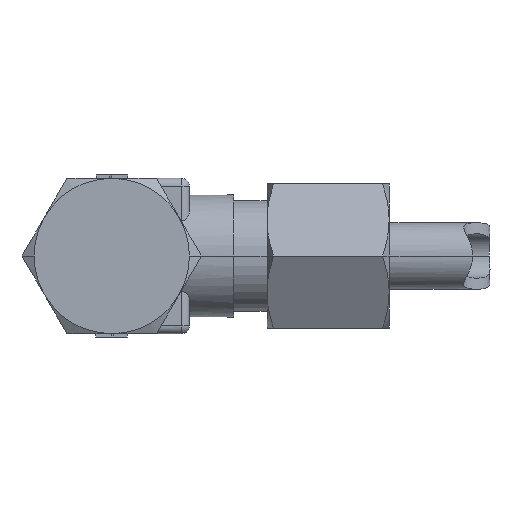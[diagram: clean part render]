
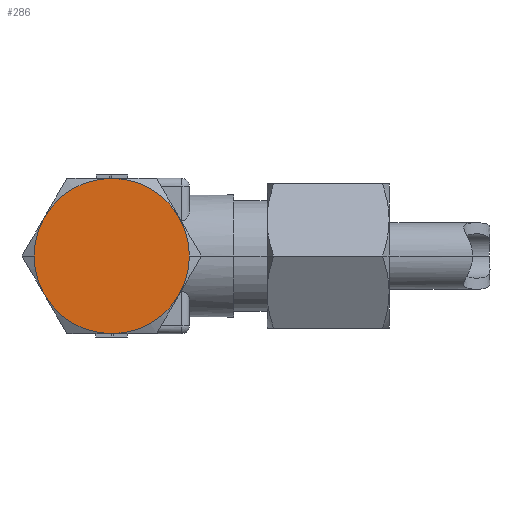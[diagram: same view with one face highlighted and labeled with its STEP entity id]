
A CAD part, front view. The second image highlights one B-rep face of the part: STEP entity #286.
In plain terms, the highlighted planar face has unit normal (0, -1, 0).
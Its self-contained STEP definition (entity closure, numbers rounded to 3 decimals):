
#286=ADVANCED_FACE('',(#971),#972,.T.);
#971=FACE_OUTER_BOUND('',#5324,.T.);
#972=PLANE('',#5325);
#5324=EDGE_LOOP('',(#9603,#9604,#9605,#9606,#9607,#9608,#9609,#9610));
#5325=AXIS2_PLACEMENT_3D('',#9611,#9612,#9613);
#9603=ORIENTED_EDGE('',*,*,#11823,.F.);
#9604=ORIENTED_EDGE('',*,*,#11824,.F.);
#9605=ORIENTED_EDGE('',*,*,#11825,.T.);
#9606=ORIENTED_EDGE('',*,*,#11215,.T.);
#9607=ORIENTED_EDGE('',*,*,#11826,.F.);
#9608=ORIENTED_EDGE('',*,*,#11827,.F.);
#9609=ORIENTED_EDGE('',*,*,#11217,.T.);
#9610=ORIENTED_EDGE('',*,*,#11828,.T.);
#9611=CARTESIAN_POINT('',(0.0,-14.5,0.0));
#9612=DIRECTION('',(0.0,-1.0,0.0));
#9613=DIRECTION('',(1.0,0.0,0.0));
#11215=EDGE_CURVE('',#12716,#12718,#12720,.T.);
#11217=EDGE_CURVE('',#12724,#12721,#12725,.T.);
#11823=EDGE_CURVE('',#13719,#13720,#13721,.T.);
#11824=EDGE_CURVE('',#13722,#13719,#13723,.T.);
#11825=EDGE_CURVE('',#13722,#12716,#13724,.T.);
#11826=EDGE_CURVE('',#13725,#12718,#13726,.T.);
#11827=EDGE_CURVE('',#12724,#13725,#13727,.T.);
#11828=EDGE_CURVE('',#12721,#13720,#13728,.T.);
#12716=VERTEX_POINT('',#15173);
#12718=VERTEX_POINT('',#15176);
#12720=CIRCLE('',#15185,7.0);
#12721=VERTEX_POINT('',#15186);
#12724=VERTEX_POINT('',#15190);
#12725=CIRCLE('',#15191,7.0);
#13719=VERTEX_POINT('',#19466);
#13720=VERTEX_POINT('',#19467);
#13721=CIRCLE('',#19468,7.0);
#13722=VERTEX_POINT('',#19469);
#13723=CIRCLE('',#19470,7.0);
#13724=CIRCLE('',#19471,7.0);
#13725=VERTEX_POINT('',#19472);
#13726=CIRCLE('',#19473,7.0);
#13727=CIRCLE('',#19474,7.0);
#13728=CIRCLE('',#19475,7.0);
#15173=CARTESIAN_POINT('',(7.0,-14.5,0.));
#15176=CARTESIAN_POINT('',(6.062,-14.5,3.5));
#15185=AXIS2_PLACEMENT_3D('',#22001,#22002,#22003);
#15186=CARTESIAN_POINT('',(-7.0,-14.5,0.));
#15190=CARTESIAN_POINT('',(-6.062,-14.5,3.5));
#15191=AXIS2_PLACEMENT_3D('',#22005,#22006,#22007);
#19466=CARTESIAN_POINT('',(0.,-14.5,-7.0));
#19467=CARTESIAN_POINT('',(-6.062,-14.5,-3.5));
#19468=AXIS2_PLACEMENT_3D('',#22741,#22742,#22743);
#19469=CARTESIAN_POINT('',(6.062,-14.5,-3.5));
#19470=AXIS2_PLACEMENT_3D('',#22744,#22745,#22746);
#19471=AXIS2_PLACEMENT_3D('',#22747,#22748,#22749);
#19472=CARTESIAN_POINT('',(0.,-14.5,7.0));
#19473=AXIS2_PLACEMENT_3D('',#22750,#22751,#22752);
#19474=AXIS2_PLACEMENT_3D('',#22753,#22754,#22755);
#19475=AXIS2_PLACEMENT_3D('',#22756,#22757,#22758);
#22001=CARTESIAN_POINT('',(0.0,-14.5,0.0));
#22002=DIRECTION('',(0.0,-1.0,0.0));
#22003=DIRECTION('',(0.866,0.0,-0.5));
#22005=CARTESIAN_POINT('',(0.0,-14.5,0.0));
#22006=DIRECTION('',(0.0,-1.0,0.0));
#22007=DIRECTION('',(-0.866,0.0,0.5));
#22741=CARTESIAN_POINT('',(0.0,-14.5,0.0));
#22742=DIRECTION('',(0.0,1.0,0.0));
#22743=DIRECTION('',(0.,0.0,-1.0));
#22744=CARTESIAN_POINT('',(0.0,-14.5,0.0));
#22745=DIRECTION('',(0.0,1.0,0.0));
#22746=DIRECTION('',(0.866,0.0,-0.5));
#22747=CARTESIAN_POINT('',(0.0,-14.5,0.0));
#22748=DIRECTION('',(0.0,-1.0,0.0));
#22749=DIRECTION('',(0.866,0.0,-0.5));
#22750=CARTESIAN_POINT('',(0.0,-14.5,0.0));
#22751=DIRECTION('',(0.0,1.0,0.0));
#22752=DIRECTION('',(0.,-0.0,1.0));
#22753=CARTESIAN_POINT('',(0.0,-14.5,0.0));
#22754=DIRECTION('',(0.0,1.0,0.0));
#22755=DIRECTION('',(-0.866,-0.0,0.5));
#22756=CARTESIAN_POINT('',(0.0,-14.5,0.0));
#22757=DIRECTION('',(0.0,-1.0,0.0));
#22758=DIRECTION('',(-0.866,0.0,0.5));
